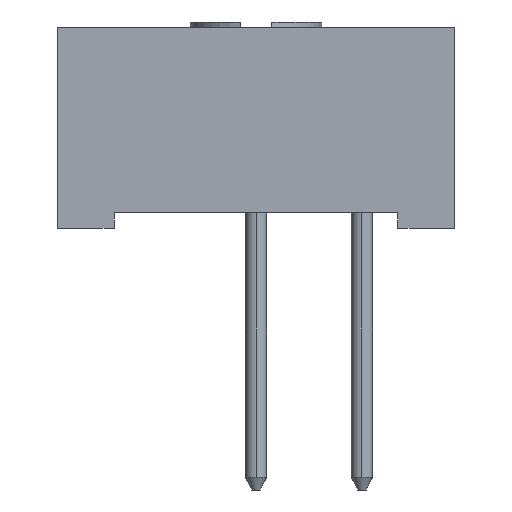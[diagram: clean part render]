
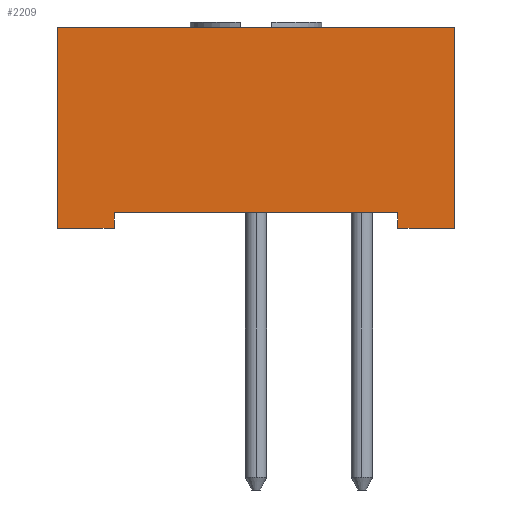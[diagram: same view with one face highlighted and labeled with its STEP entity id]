
A CAD part, left-side view. The second image highlights one B-rep face of the part: STEP entity #2209.
In plain terms, the highlighted planar face has unit normal (-1, 0, 0).
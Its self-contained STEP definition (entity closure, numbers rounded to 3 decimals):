
#35 = ORIENTED_EDGE ( 'NONE', *, *, #2481, .T. ) ;
#44 = DIRECTION ( 'NONE',  ( 0., -1., 0. ) ) ;
#110 = FACE_OUTER_BOUND ( 'NONE', #2146, .T. ) ;
#121 = VERTEX_POINT ( 'NONE', #1917 ) ;
#205 = CARTESIAN_POINT ( 'NONE',  ( -4.765, 4.765, 4.83 ) ) ;
#234 = LINE ( 'NONE', #205, #1072 ) ;
#275 = CARTESIAN_POINT ( 'NONE',  ( -4.765, -4.765, 0. ) ) ;
#332 = EDGE_CURVE ( 'NONE', #121, #2490, #687, .T. ) ;
#334 = CARTESIAN_POINT ( 'NONE',  ( -4.765, 3.4, 0.38 ) ) ;
#461 = CARTESIAN_POINT ( 'NONE',  ( -4.765, -3.4, 0. ) ) ;
#484 = VERTEX_POINT ( 'NONE', #2782 ) ;
#549 = DIRECTION ( 'NONE',  ( 0., 0., 1. ) ) ;
#578 = CARTESIAN_POINT ( 'NONE',  ( -4.765, -4.765, 4.83 ) ) ;
#653 = CARTESIAN_POINT ( 'NONE',  ( -4.765, -4.765, 0. ) ) ;
#672 = EDGE_CURVE ( 'NONE', #2266, #484, #2796, .T. ) ;
#687 = LINE ( 'NONE', #461, #2119 ) ;
#792 = EDGE_CURVE ( 'NONE', #953, #2548, #2635, .T. ) ;
#863 = DIRECTION ( 'NONE',  ( 0., 0., -1. ) ) ;
#887 = LINE ( 'NONE', #2941, #1781 ) ;
#945 = EDGE_CURVE ( 'NONE', #2892, #2266, #887, .T. ) ;
#953 = VERTEX_POINT ( 'NONE', #653 ) ;
#1050 = DIRECTION ( 'NONE',  ( -1., 0., 0. ) ) ;
#1072 = VECTOR ( 'NONE', #1140, 1000. ) ;
#1140 = DIRECTION ( 'NONE',  ( 0., -1., 0. ) ) ;
#1288 = VECTOR ( 'NONE', #2617, 1000. ) ;
#1418 = VECTOR ( 'NONE', #2553, 1000. ) ;
#1433 = VECTOR ( 'NONE', #549, 1000. ) ;
#1453 = ORIENTED_EDGE ( 'NONE', *, *, #792, .T. ) ;
#1457 = VECTOR ( 'NONE', #44, 1000. ) ;
#1473 = DIRECTION ( 'NONE',  ( 0., 0., 1. ) ) ;
#1507 = LINE ( 'NONE', #1983, #2917 ) ;
#1512 = CARTESIAN_POINT ( 'NONE',  ( -4.765, -4.765, 0. ) ) ;
#1651 = CARTESIAN_POINT ( 'NONE',  ( -4.765, -3.4, 0. ) ) ;
#1781 = VECTOR ( 'NONE', #863, 1000. ) ;
#1858 = ORIENTED_EDGE ( 'NONE', *, *, #672, .T. ) ;
#1864 = ORIENTED_EDGE ( 'NONE', *, *, #2124, .F. ) ;
#1917 = CARTESIAN_POINT ( 'NONE',  ( -4.765, -3.4, 0.38 ) ) ;
#1983 = CARTESIAN_POINT ( 'NONE',  ( -4.765, -4.765, 0.38 ) ) ;
#2110 = CARTESIAN_POINT ( 'NONE',  ( -4.765, 3.4, 0. ) ) ;
#2119 = VECTOR ( 'NONE', #2324, 1000. ) ;
#2124 = EDGE_CURVE ( 'NONE', #2892, #2548, #234, .T. ) ;
#2146 = EDGE_LOOP ( 'NONE', ( #2733, #2293, #35, #1453, #1864, #2572, #1858, #2369 ) ) ;
#2170 = EDGE_CURVE ( 'NONE', #2944, #121, #1507, .T. ) ;
#2192 = CARTESIAN_POINT ( 'NONE',  ( -4.765, 4.765, 0. ) ) ;
#2209 = ADVANCED_FACE ( 'NONE', ( #110 ), #2242, .T. ) ;
#2242 = PLANE ( 'NONE',  #2870 ) ;
#2266 = VERTEX_POINT ( 'NONE', #2192 ) ;
#2293 = ORIENTED_EDGE ( 'NONE', *, *, #332, .T. ) ;
#2324 = DIRECTION ( 'NONE',  ( 0., 0., -1. ) ) ;
#2331 = LINE ( 'NONE', #2110, #1418 ) ;
#2369 = ORIENTED_EDGE ( 'NONE', *, *, #2804, .T. ) ;
#2394 = CARTESIAN_POINT ( 'NONE',  ( -4.765, 4.765, 4.83 ) ) ;
#2481 = EDGE_CURVE ( 'NONE', #2490, #953, #2581, .T. ) ;
#2490 = VERTEX_POINT ( 'NONE', #1651 ) ;
#2548 = VERTEX_POINT ( 'NONE', #578 ) ;
#2553 = DIRECTION ( 'NONE',  ( 0., 0., 1. ) ) ;
#2572 = ORIENTED_EDGE ( 'NONE', *, *, #945, .T. ) ;
#2581 = LINE ( 'NONE', #275, #1457 ) ;
#2585 = CARTESIAN_POINT ( 'NONE',  ( -4.765, -4.765, 0. ) ) ;
#2617 = DIRECTION ( 'NONE',  ( 0., -1., 0. ) ) ;
#2635 = LINE ( 'NONE', #1512, #1433 ) ;
#2664 = CARTESIAN_POINT ( 'NONE',  ( -4.765, -4.765, 0. ) ) ;
#2733 = ORIENTED_EDGE ( 'NONE', *, *, #2170, .T. ) ;
#2782 = CARTESIAN_POINT ( 'NONE',  ( -4.765, 3.4, 0. ) ) ;
#2796 = LINE ( 'NONE', #2585, #1288 ) ;
#2804 = EDGE_CURVE ( 'NONE', #484, #2944, #2331, .T. ) ;
#2870 = AXIS2_PLACEMENT_3D ( 'NONE', #2664, #1050, #1473 ) ;
#2892 = VERTEX_POINT ( 'NONE', #2394 ) ;
#2904 = DIRECTION ( 'NONE',  ( 0., -1., 0. ) ) ;
#2917 = VECTOR ( 'NONE', #2904, 1000. ) ;
#2941 = CARTESIAN_POINT ( 'NONE',  ( -4.765, 4.765, 0. ) ) ;
#2944 = VERTEX_POINT ( 'NONE', #334 ) ;
